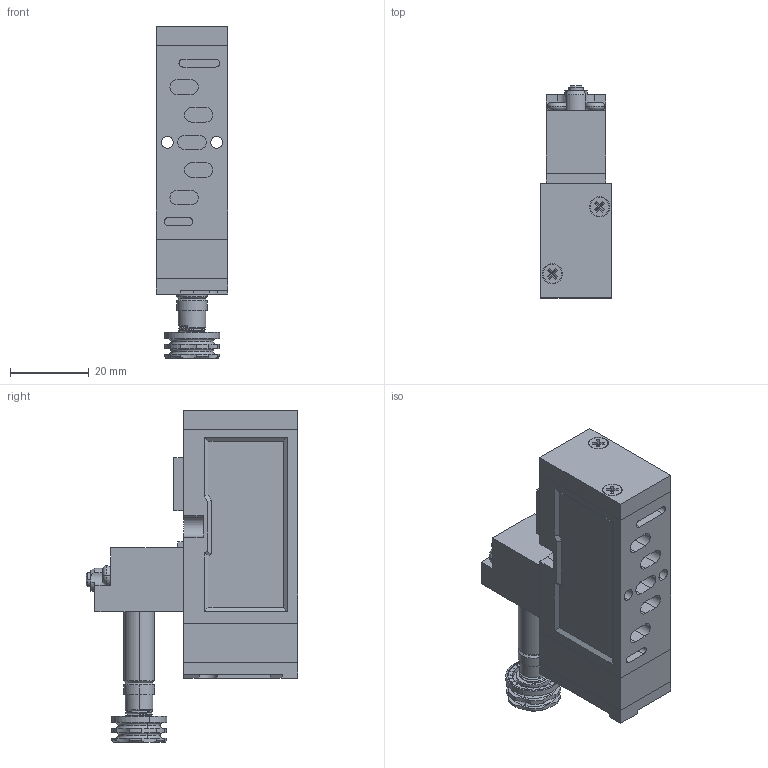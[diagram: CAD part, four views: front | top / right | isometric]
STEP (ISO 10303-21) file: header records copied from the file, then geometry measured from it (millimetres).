
FILE_DESCRIPTION (( 'STEP AP214' ), '1' );
FILE_NAME ('SIV211-IP.STEP', '2019-08-30T01:55:32', ( 'yrd2' ), ( 'Hewlett-Packard Company' ), 'SwSTEP 2.0', 'SolidWorks 2008', '' );
FILE_SCHEMA (( 'AUTOMOTIVE_DESIGN' ));
Length unit declared in the file: millimetre
Products named in the file (8): SIV200 Body; SIV200 SEMI COVER_ル遽; SIV200 PILOT_ル遽; SIV200 SEMI_ル遽; SIV200 BODY COVER_ル遽; SIV200 Body Plate_ル遽; SF1000 濡旎傘お_ル遽; SIV211-IP
Assembly tree (7 placements, depth 2):
  SIV211-IP
    SIV200 SEMI COVER_ル遽
    SF1000 濡旎傘お_ル遽
    SIV200 Body Plate_ル遽
    SIV200 SEMI_ル遽
    SIV200 Body
    SIV200 PILOT_ル遽
    SIV200 BODY COVER_ル遽
Bounding box: 18 x 53.7 x 84.15 mm (x, y, z)
Volume: 38492.3 mm3; surface area: 17894.7 mm2
Topology: 9 solids, 9 shells, 568 faces, 1456 edges, 956 vertices
Faces by surface type: plane 366, cylinder 157, cone 27, torus 16, bspline 2
Entity records: 18420 total; most frequent: CARTESIAN_POINT 4258, ORIENTED_EDGE 2912, DIRECTION 2844, EDGE_CURVE 1456, LINE 994, VECTOR 994, VERTEX_POINT 956, AXIS2_PLACEMENT_3D 925
